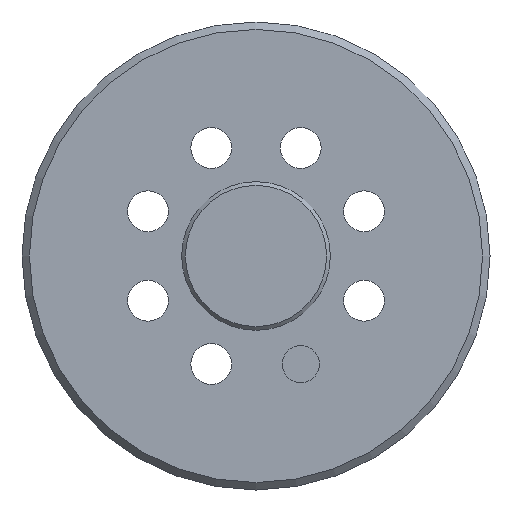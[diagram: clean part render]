
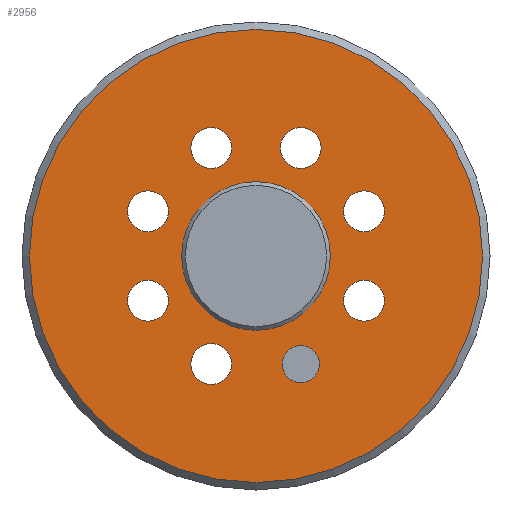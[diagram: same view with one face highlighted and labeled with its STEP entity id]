
A CAD part, front view. The second image highlights one B-rep face of the part: STEP entity #2956.
In plain terms, the highlighted planar face has unit normal (0, -1, 0).
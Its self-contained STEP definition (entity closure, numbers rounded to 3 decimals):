
#50 = FACE_BOUND ( 'NONE', #3054, .T. ) ;
#102 = CARTESIAN_POINT ( 'NONE',  ( -14.551, 0., 8.777 ) ) ;
#119 = CARTESIAN_POINT ( 'NONE',  ( -6.027, 0., 17.301 ) ) ;
#129 = CARTESIAN_POINT ( 'NONE',  ( -6.027, 0., 14.551 ) ) ;
#138 = CARTESIAN_POINT ( 'NONE',  ( 0., 0., 30.5 ) ) ;
#144 = VERTEX_POINT ( 'NONE', #1726 ) ;
#150 = EDGE_LOOP ( 'NONE', ( #1026 ) ) ;
#162 = EDGE_LOOP ( 'NONE', ( #2061 ) ) ;
#169 = EDGE_LOOP ( 'NONE', ( #3367 ) ) ;
#207 = DIRECTION ( 'NONE',  ( 0., 1., 0. ) ) ;
#218 = CIRCLE ( 'NONE', #2043, 10. ) ;
#231 = CIRCLE ( 'NONE', #448, 2.75 ) ;
#253 = CIRCLE ( 'NONE', #2169, 2.5 ) ;
#254 = CIRCLE ( 'NONE', #1296, 30.5 ) ;
#268 = DIRECTION ( 'NONE',  ( 0., 0., 1. ) ) ;
#291 = CARTESIAN_POINT ( 'NONE',  ( 14.551, 0., -6.027 ) ) ;
#328 = DIRECTION ( 'NONE',  ( 0., -1., 0. ) ) ;
#419 = CARTESIAN_POINT ( 'NONE',  ( 0., 0., 0. ) ) ;
#430 = CARTESIAN_POINT ( 'NONE',  ( 6.027, 0., 14.551 ) ) ;
#448 = AXIS2_PLACEMENT_3D ( 'NONE', #2352, #1865, #268 ) ;
#471 = AXIS2_PLACEMENT_3D ( 'NONE', #291, #2407, #1340 ) ;
#523 = FACE_BOUND ( 'NONE', #169, .T. ) ;
#541 = CARTESIAN_POINT ( 'NONE',  ( 0., 0., 0. ) ) ;
#627 = CARTESIAN_POINT ( 'NONE',  ( -14.551, 0., -6.027 ) ) ;
#628 = VERTEX_POINT ( 'NONE', #119 ) ;
#633 = EDGE_CURVE ( 'NONE', #628, #628, #1506, .T. ) ;
#646 = EDGE_LOOP ( 'NONE', ( #1202 ) ) ;
#687 = AXIS2_PLACEMENT_3D ( 'NONE', #1386, #2442, #2716 ) ;
#768 = EDGE_LOOP ( 'NONE', ( #2519 ) ) ;
#840 = CARTESIAN_POINT ( 'NONE',  ( 6.027, 0., -17.051 ) ) ;
#842 = FACE_BOUND ( 'NONE', #150, .T. ) ;
#846 = CIRCLE ( 'NONE', #687, 2.75 ) ;
#868 = DIRECTION ( 'NONE',  ( 0., 0., 1. ) ) ;
#876 = CARTESIAN_POINT ( 'NONE',  ( 0., 0., -10. ) ) ;
#884 = EDGE_LOOP ( 'NONE', ( #1973 ) ) ;
#928 = EDGE_CURVE ( 'NONE', #1371, #1371, #253, .T. ) ;
#949 = DIRECTION ( 'NONE',  ( 0., -1., 0. ) ) ;
#979 = ORIENTED_EDGE ( 'NONE', *, *, #633, .T. ) ;
#1008 = DIRECTION ( 'NONE',  ( 0., 0., -1. ) ) ;
#1026 = ORIENTED_EDGE ( 'NONE', *, *, #928, .F. ) ;
#1075 = FACE_BOUND ( 'NONE', #1676, .T. ) ;
#1180 = DIRECTION ( 'NONE',  ( 0., 1., 0. ) ) ;
#1184 = AXIS2_PLACEMENT_3D ( 'NONE', #430, #207, #1740 ) ;
#1189 = DIRECTION ( 'NONE',  ( 0., 0., 1. ) ) ;
#1190 = VERTEX_POINT ( 'NONE', #138 ) ;
#1202 = ORIENTED_EDGE ( 'NONE', *, *, #2588, .F. ) ;
#1229 = EDGE_CURVE ( 'NONE', #2996, #2996, #2066, .T. ) ;
#1296 = AXIS2_PLACEMENT_3D ( 'NONE', #2218, #2499, #1189 ) ;
#1298 = EDGE_CURVE ( 'NONE', #1893, #1893, #846, .T. ) ;
#1299 = FACE_BOUND ( 'NONE', #162, .T. ) ;
#1303 = EDGE_CURVE ( 'NONE', #2459, #2459, #3057, .T. ) ;
#1340 = DIRECTION ( 'NONE',  ( 0., 0., 1. ) ) ;
#1341 = AXIS2_PLACEMENT_3D ( 'NONE', #129, #1180, #2787 ) ;
#1367 = EDGE_LOOP ( 'NONE', ( #2473 ) ) ;
#1370 = EDGE_CURVE ( 'NONE', #1190, #1190, #254, .T. ) ;
#1371 = VERTEX_POINT ( 'NONE', #840 ) ;
#1372 = DIRECTION ( 'NONE',  ( 0., 0., -1. ) ) ;
#1386 = CARTESIAN_POINT ( 'NONE',  ( 14.551, 0., 6.027 ) ) ;
#1396 = AXIS2_PLACEMENT_3D ( 'NONE', #627, #1958, #868 ) ;
#1407 = CARTESIAN_POINT ( 'NONE',  ( -14.551, 0., -3.277 ) ) ;
#1413 = EDGE_CURVE ( 'NONE', #3297, #3297, #2897, .T. ) ;
#1422 = ORIENTED_EDGE ( 'NONE', *, *, #1303, .T. ) ;
#1445 = DIRECTION ( 'NONE',  ( 0., 0., 1. ) ) ;
#1446 = CARTESIAN_POINT ( 'NONE',  ( 6.027, 0., 17.301 ) ) ;
#1489 = AXIS2_PLACEMENT_3D ( 'NONE', #541, #2125, #2633 ) ;
#1506 = CIRCLE ( 'NONE', #1341, 2.75 ) ;
#1517 = CIRCLE ( 'NONE', #471, 2.75 ) ;
#1574 = FACE_BOUND ( 'NONE', #1367, .T. ) ;
#1592 = EDGE_CURVE ( 'NONE', #144, #144, #1517, .T. ) ;
#1676 = EDGE_LOOP ( 'NONE', ( #3222 ) ) ;
#1726 = CARTESIAN_POINT ( 'NONE',  ( 14.551, 0., -3.277 ) ) ;
#1740 = DIRECTION ( 'NONE',  ( 0., 0., 1. ) ) ;
#1865 = DIRECTION ( 'NONE',  ( 0., 1., 0. ) ) ;
#1893 = VERTEX_POINT ( 'NONE', #2427 ) ;
#1958 = DIRECTION ( 'NONE',  ( 0., 1., 0. ) ) ;
#1973 = ORIENTED_EDGE ( 'NONE', *, *, #1370, .T. ) ;
#2043 = AXIS2_PLACEMENT_3D ( 'NONE', #419, #949, #1008 ) ;
#2061 = ORIENTED_EDGE ( 'NONE', *, *, #1592, .T. ) ;
#2066 = CIRCLE ( 'NONE', #1396, 2.75 ) ;
#2125 = DIRECTION ( 'NONE',  ( 0., 1., 0. ) ) ;
#2137 = FACE_BOUND ( 'NONE', #646, .T. ) ;
#2169 = AXIS2_PLACEMENT_3D ( 'NONE', #2688, #328, #1372 ) ;
#2218 = CARTESIAN_POINT ( 'NONE',  ( 0., 0., 0. ) ) ;
#2352 = CARTESIAN_POINT ( 'NONE',  ( -6.027, 0., -14.551 ) ) ;
#2367 = FACE_BOUND ( 'NONE', #768, .T. ) ;
#2402 = PLANE ( 'NONE',  #1489 ) ;
#2407 = DIRECTION ( 'NONE',  ( 0., 1., 0. ) ) ;
#2427 = CARTESIAN_POINT ( 'NONE',  ( 14.551, 0., 8.777 ) ) ;
#2442 = DIRECTION ( 'NONE',  ( 0., 1., 0. ) ) ;
#2459 = VERTEX_POINT ( 'NONE', #102 ) ;
#2473 = ORIENTED_EDGE ( 'NONE', *, *, #1298, .T. ) ;
#2499 = DIRECTION ( 'NONE',  ( 0., -1., 0. ) ) ;
#2519 = ORIENTED_EDGE ( 'NONE', *, *, #1229, .T. ) ;
#2588 = EDGE_CURVE ( 'NONE', #3303, #3303, #218, .T. ) ;
#2615 = FACE_BOUND ( 'NONE', #3068, .T. ) ;
#2633 = DIRECTION ( 'NONE',  ( 0., 0., 1. ) ) ;
#2672 = AXIS2_PLACEMENT_3D ( 'NONE', #2736, #2976, #1445 ) ;
#2688 = CARTESIAN_POINT ( 'NONE',  ( 6.027, 0., -14.551 ) ) ;
#2716 = DIRECTION ( 'NONE',  ( 0., 0., 1. ) ) ;
#2736 = CARTESIAN_POINT ( 'NONE',  ( -14.551, 0., 6.027 ) ) ;
#2784 = VERTEX_POINT ( 'NONE', #3248 ) ;
#2787 = DIRECTION ( 'NONE',  ( 0., 0., 1. ) ) ;
#2887 = EDGE_CURVE ( 'NONE', #2784, #2784, #231, .T. ) ;
#2889 = FACE_OUTER_BOUND ( 'NONE', #884, .T. ) ;
#2897 = CIRCLE ( 'NONE', #1184, 2.75 ) ;
#2956 = ADVANCED_FACE ( 'NONE', ( #842, #2889, #1299, #1075, #50, #523, #2367, #1574, #2615, #2137 ), #2402, .F. ) ;
#2976 = DIRECTION ( 'NONE',  ( 0., 1., 0. ) ) ;
#2996 = VERTEX_POINT ( 'NONE', #1407 ) ;
#3054 = EDGE_LOOP ( 'NONE', ( #1422 ) ) ;
#3057 = CIRCLE ( 'NONE', #2672, 2.75 ) ;
#3068 = EDGE_LOOP ( 'NONE', ( #979 ) ) ;
#3222 = ORIENTED_EDGE ( 'NONE', *, *, #2887, .T. ) ;
#3248 = CARTESIAN_POINT ( 'NONE',  ( -6.027, 0., -11.801 ) ) ;
#3297 = VERTEX_POINT ( 'NONE', #1446 ) ;
#3303 = VERTEX_POINT ( 'NONE', #876 ) ;
#3367 = ORIENTED_EDGE ( 'NONE', *, *, #1413, .T. ) ;
